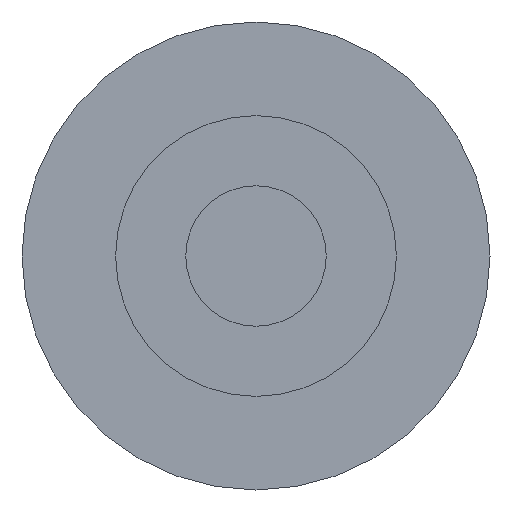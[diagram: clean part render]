
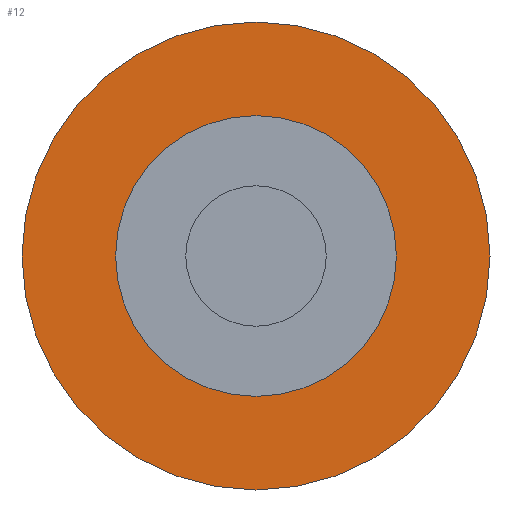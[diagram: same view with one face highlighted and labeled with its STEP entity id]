
A CAD part, left-side view. The second image highlights one B-rep face of the part: STEP entity #12.
In plain terms, the highlighted face is planar.
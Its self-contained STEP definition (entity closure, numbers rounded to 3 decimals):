
#2 = CARTESIAN_POINT ( 'NONE',  ( -0.6, 0., 0. ) ) ;
#12 = ADVANCED_FACE ( 'NONE', ( #246, #276 ), #60, .F. ) ;
#22 = CIRCLE ( 'NONE', #300, 1. ) ;
#36 = EDGE_LOOP ( 'NONE', ( #330, #332 ) ) ;
#60 = PLANE ( 'NONE',  #144 ) ;
#77 = AXIS2_PLACEMENT_3D ( 'NONE', #532, #531, #433 ) ;
#93 = DIRECTION ( 'NONE',  ( 1., 0., 0. ) ) ;
#126 = CIRCLE ( 'NONE', #604, 0.6 ) ;
#137 = CIRCLE ( 'NONE', #231, 0.6 ) ;
#144 = AXIS2_PLACEMENT_3D ( 'NONE', #337, #489, #591 ) ;
#208 = DIRECTION ( 'NONE',  ( 0., 0., 1. ) ) ;
#226 = ORIENTED_EDGE ( 'NONE', *, *, #273, .F. ) ;
#230 = VERTEX_POINT ( 'NONE', #321 ) ;
#231 = AXIS2_PLACEMENT_3D ( 'NONE', #277, #280, #93 ) ;
#233 = DIRECTION ( 'NONE',  ( 0., 0., 1. ) ) ;
#237 = CARTESIAN_POINT ( 'NONE',  ( 0., 0., 0. ) ) ;
#239 = DIRECTION ( 'NONE',  ( 1., 0., 0. ) ) ;
#246 = FACE_BOUND ( 'NONE', #560, .T. ) ;
#250 = EDGE_CURVE ( 'NONE', #586, #230, #22, .T. ) ;
#251 = DIRECTION ( 'NONE',  ( 1., 0., 0. ) ) ;
#254 = CARTESIAN_POINT ( 'NONE',  ( 0.6, 0., 0. ) ) ;
#273 = EDGE_CURVE ( 'NONE', #514, #480, #137, .T. ) ;
#276 = FACE_OUTER_BOUND ( 'NONE', #36, .T. ) ;
#277 = CARTESIAN_POINT ( 'NONE',  ( 0., 0., 0. ) ) ;
#280 = DIRECTION ( 'NONE',  ( 0., 0., 1. ) ) ;
#298 = CIRCLE ( 'NONE', #77, 1. ) ;
#300 = AXIS2_PLACEMENT_3D ( 'NONE', #237, #233, #239 ) ;
#321 = CARTESIAN_POINT ( 'NONE',  ( -1., 0., 0. ) ) ;
#330 = ORIENTED_EDGE ( 'NONE', *, *, #250, .T. ) ;
#332 = ORIENTED_EDGE ( 'NONE', *, *, #426, .T. ) ;
#337 = CARTESIAN_POINT ( 'NONE',  ( 0., 1., 0. ) ) ;
#401 = ORIENTED_EDGE ( 'NONE', *, *, #585, .F. ) ;
#426 = EDGE_CURVE ( 'NONE', #230, #586, #298, .T. ) ;
#433 = DIRECTION ( 'NONE',  ( 1., 0., 0. ) ) ;
#480 = VERTEX_POINT ( 'NONE', #2 ) ;
#489 = DIRECTION ( 'NONE',  ( 0., 0., -1. ) ) ;
#498 = CARTESIAN_POINT ( 'NONE',  ( 1., 0., 0. ) ) ;
#514 = VERTEX_POINT ( 'NONE', #254 ) ;
#531 = DIRECTION ( 'NONE',  ( 0., 0., 1. ) ) ;
#532 = CARTESIAN_POINT ( 'NONE',  ( 0., 0., 0. ) ) ;
#541 = CARTESIAN_POINT ( 'NONE',  ( 0., 0., 0. ) ) ;
#560 = EDGE_LOOP ( 'NONE', ( #226, #401 ) ) ;
#585 = EDGE_CURVE ( 'NONE', #480, #514, #126, .T. ) ;
#586 = VERTEX_POINT ( 'NONE', #498 ) ;
#591 = DIRECTION ( 'NONE',  ( -1., 0., 0. ) ) ;
#604 = AXIS2_PLACEMENT_3D ( 'NONE', #541, #208, #251 ) ;
